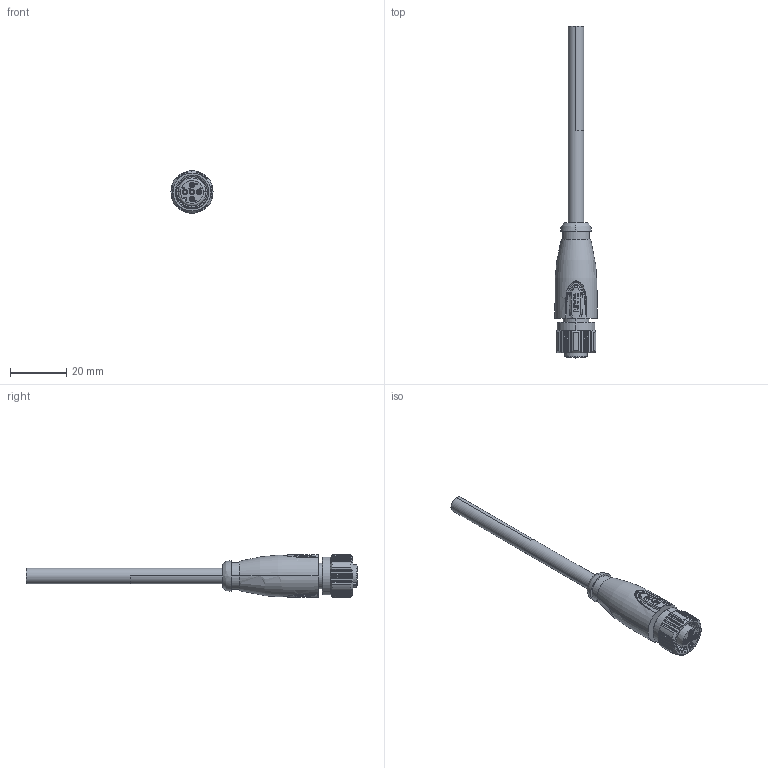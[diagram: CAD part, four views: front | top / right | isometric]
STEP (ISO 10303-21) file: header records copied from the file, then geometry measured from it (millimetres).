
FILE_DESCRIPTION((''),'2;1');
FILE_NAME('33','2023-12-13T',('lian.chen'),(''),'PRO/ENGINEER BY PARAMETRIC TECHNOLOGY CORPORATION, 2012480','PRO/ENGINEER BY PARAMETRIC TECHNOLOGY CORPORATION, 2012480','');
FILE_SCHEMA(('CONFIG_CONTROL_DESIGN'));
Length unit declared in the file: millimetre
Products named in the file (1): 33
Bounding box: 15 x 118.2 x 15.2 mm (x, y, z)
Volume: 8055.9 mm3; surface area: 4619.3 mm2
Topology: 1 solids, 1 shells, 465 faces, 1422 edges, 985 vertices
Faces by surface type: plane 243, cylinder 118, extrusion 49, cone 26, bspline 16, torus 9, revolution 4
Entity records: 22222 total; most frequent: CARTESIAN_POINT 10357, ORIENTED_EDGE 2836, DIRECTION 1911, EDGE_CURVE 1418, VERTEX_POINT 985, B_SPLINE_CURVE_WITH_KNOTS 660, AXIS2_PLACEMENT_3D 651, VECTOR 605
